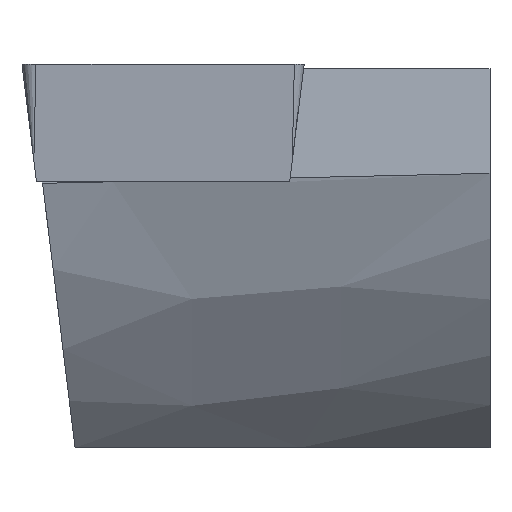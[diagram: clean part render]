
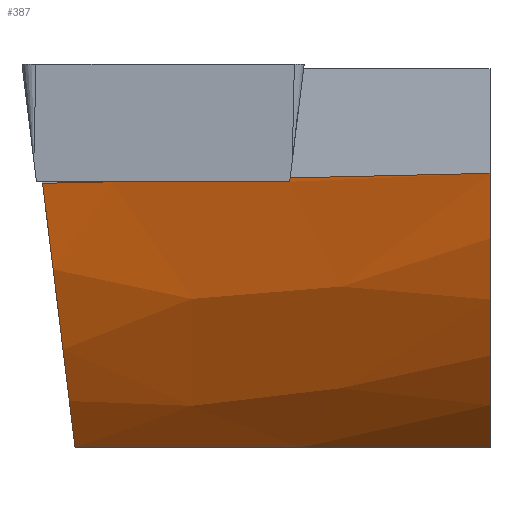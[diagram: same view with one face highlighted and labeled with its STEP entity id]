
A CAD part, front view. The second image highlights one B-rep face of the part: STEP entity #387.
In plain terms, the highlighted conical face has half-angle 10 degrees and reference radius 19 mm.
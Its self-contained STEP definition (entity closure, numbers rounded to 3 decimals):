
#330=CONICAL_SURFACE('',#954,19.,10.);
#352=ELLIPSE('',#948,19.127,18.98);
#353=ELLIPSE('',#951,17.448,17.314);
#359=CIRCLE('',#937,16.214);
#387=ADVANCED_FACE('',(#438),#330,.T.);
#438=FACE_OUTER_BOUND('',#475,.T.);
#475=EDGE_LOOP('',(#707,#708,#709,#710,#711,#712,#713));
#707=ORIENTED_EDGE('',*,*,#844,.T.);
#708=ORIENTED_EDGE('',*,*,#862,.F.);
#709=ORIENTED_EDGE('',*,*,#825,.T.);
#710=ORIENTED_EDGE('',*,*,#883,.F.);
#711=ORIENTED_EDGE('',*,*,#884,.F.);
#712=ORIENTED_EDGE('',*,*,#841,.T.);
#713=ORIENTED_EDGE('',*,*,#877,.T.);
#768=VERTEX_POINT('',#1136);
#769=VERTEX_POINT('',#1137);
#783=VERTEX_POINT('',#1179);
#784=VERTEX_POINT('',#1180);
#786=VERTEX_POINT('',#1189);
#787=VERTEX_POINT('',#1190);
#808=VERTEX_POINT('',#1279);
#825=EDGE_CURVE('',#768,#769,#909,.T.);
#841=EDGE_CURVE('',#783,#784,#911,.T.);
#844=EDGE_CURVE('',#786,#787,#912,.T.);
#862=EDGE_CURVE('',#768,#787,#359,.T.);
#877=EDGE_CURVE('',#784,#786,#352,.T.);
#883=EDGE_CURVE('',#808,#769,#353,.T.);
#884=EDGE_CURVE('',#783,#808,#918,.T.);
#909=B_SPLINE_CURVE_WITH_KNOTS('',3,(#1132,#1133,#1134,#1135),
 .UNSPECIFIED.,.F.,.F.,(4,4),(0.,1.),.UNSPECIFIED.);
#911=B_SPLINE_CURVE_WITH_KNOTS('',3,(#1175,#1176,#1177,#1178),
 .UNSPECIFIED.,.F.,.F.,(4,4),(0.,1.),.UNSPECIFIED.);
#912=B_SPLINE_CURVE_WITH_KNOTS('',3,(#1185,#1186,#1187,#1188),
 .UNSPECIFIED.,.F.,.F.,(4,4),(0.,1.),.UNSPECIFIED.);
#918=B_SPLINE_CURVE_WITH_KNOTS('',3,(#1282,#1283,#1284,#1285),
 .UNSPECIFIED.,.F.,.F.,(4,4),(0.,1.),.UNSPECIFIED.);
#937=AXIS2_PLACEMENT_3D('',#1231,#1030,#1031);
#948=AXIS2_PLACEMENT_3D('',#1269,#1060,#1061);
#951=AXIS2_PLACEMENT_3D('',#1280,#1071,#1072);
#954=AXIS2_PLACEMENT_3D('',#1287,#1077,#1078);
#1030=DIRECTION('',(1.,0.,0.));
#1031=DIRECTION('',(0.,0.,-1.));
#1060=DIRECTION('',(0.993,0.,0.122));
#1061=DIRECTION('',(-0.122,0.,0.993));
#1071=DIRECTION('',(-0.993,0.,0.122));
#1072=DIRECTION('',(-0.122,0.,-0.993));
#1077=DIRECTION('',(-1.,0.,0.));
#1078=DIRECTION('',(0.,0.,-1.));
#1132=CARTESIAN_POINT('',(15.8,3.484,-3.685));
#1133=CARTESIAN_POINT('',(13.551,3.088,-3.737));
#1134=CARTESIAN_POINT('',(11.303,2.691,-3.788));
#1135=CARTESIAN_POINT('',(9.054,2.294,-3.838));
#1136=CARTESIAN_POINT('',(15.8,3.484,-3.685));
#1137=CARTESIAN_POINT('',(9.054,2.294,-3.838));
#1175=CARTESIAN_POINT('',(3.062,1.238,-3.97));
#1176=CARTESIAN_POINT('',(2.273,1.099,-3.987));
#1177=CARTESIAN_POINT('',(1.484,0.96,-4.004));
#1178=CARTESIAN_POINT('',(0.695,0.821,-4.021));
#1179=CARTESIAN_POINT('',(3.062,1.238,-3.97));
#1180=CARTESIAN_POINT('',(0.695,0.821,-4.021));
#1185=CARTESIAN_POINT('',(1.792,6.18,-12.95));
#1186=CARTESIAN_POINT('',(6.49,7.373,-12.95));
#1187=CARTESIAN_POINT('',(11.172,8.632,-12.95));
#1188=CARTESIAN_POINT('',(15.8,10.094,-12.95));
#1189=CARTESIAN_POINT('',(1.792,6.18,-12.95));
#1190=CARTESIAN_POINT('',(15.8,10.094,-12.95));
#1231=CARTESIAN_POINT('',(15.8,19.149,0.5));
#1269=CARTESIAN_POINT('',(0.09,19.149,0.911));
#1279=CARTESIAN_POINT('',(9.038,2.326,-3.97));
#1280=CARTESIAN_POINT('',(9.54,19.149,0.125));
#1282=CARTESIAN_POINT('',(3.062,1.238,-3.97));
#1283=CARTESIAN_POINT('',(5.054,1.6,-3.97));
#1284=CARTESIAN_POINT('',(7.046,1.963,-3.97));
#1285=CARTESIAN_POINT('',(9.038,2.326,-3.97));
#1287=CARTESIAN_POINT('',(0.,19.149,0.5));
